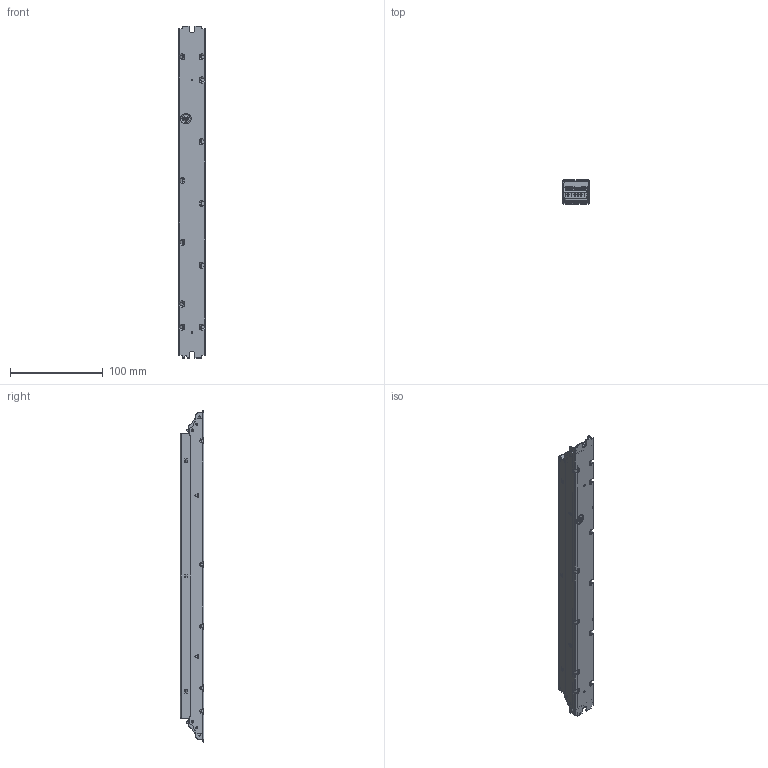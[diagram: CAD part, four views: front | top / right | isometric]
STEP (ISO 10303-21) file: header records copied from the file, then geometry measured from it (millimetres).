
FILE_DESCRIPTION((''),'2;1');
FILE_NAME('M-CASE','2016-10-14T',('semelian'),(''),'CREO PARAMETRIC BY PTC INC, 2016130','CREO PARAMETRIC BY PTC INC, 2016130','');
FILE_SCHEMA(('CONFIG_CONTROL_DESIGN'));
Products named in the file (1): M-CASE
Bounding box: 29.97 x 25.53 x 358.77 mm (x, y, z)
Volume: 47788.6 mm3; surface area: 156590.9 mm2
Topology: 1 solids, 1 shells, 3519 faces, 10047 edges, 6328 vertices
Faces by surface type: plane 2034, cylinder 899, bspline 274, cone 123, torus 97, sphere 92
Entity records: 128649 total; most frequent: CARTESIAN_POINT 38589, ORIENTED_EDGE 19930, DIRECTION 17399, EDGE_CURVE 9965, VERTEX_POINT 6328, VECTOR 6119, LINE 6119, AXIS2_PLACEMENT_3D 5640
